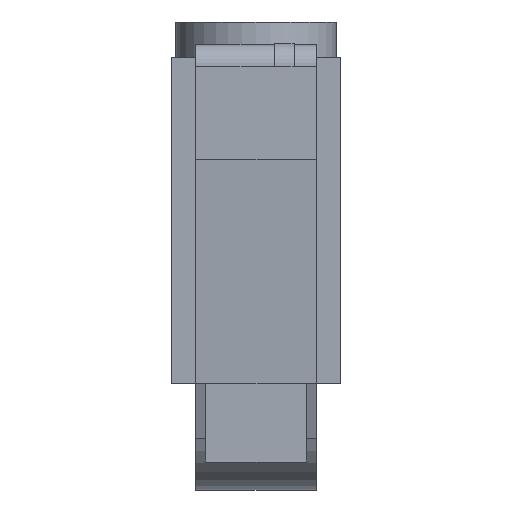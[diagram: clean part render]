
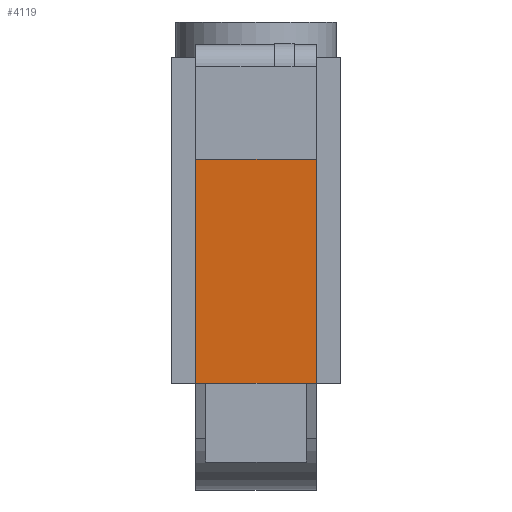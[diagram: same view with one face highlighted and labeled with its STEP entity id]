
A CAD part, left-side view. The second image highlights one B-rep face of the part: STEP entity #4119.
In plain terms, the highlighted planar face has unit normal (-0.998, 0, -0.06).
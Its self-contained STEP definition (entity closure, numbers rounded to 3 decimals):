
#1514=CARTESIAN_POINT('',(-131.7,-6.75,0.7));
#1515=VERTEX_POINT('',#1514);
#1522=CARTESIAN_POINT('',(-131.7,-5.6,0.7));
#1523=VERTEX_POINT('',#1522);
#1524=CARTESIAN_POINT('',(-131.7,-6.75,0.7));
#1525=DIRECTION('',(0.0,1.0,0.0));
#1526=VECTOR('',#1525,1.15);
#1527=LINE('',#1524,#1526);
#1528=EDGE_CURVE('',#1515,#1523,#1527,.T.);
#1546=CARTESIAN_POINT('',(-131.7,5.6,0.7));
#1547=VERTEX_POINT('',#1546);
#1554=CARTESIAN_POINT('',(-131.7,6.75,0.7));
#1555=VERTEX_POINT('',#1554);
#1556=CARTESIAN_POINT('',(-131.7,5.6,0.7));
#1557=DIRECTION('',(0.0,1.0,0.0));
#1558=VECTOR('',#1557,1.15);
#1559=LINE('',#1556,#1558);
#1560=EDGE_CURVE('',#1547,#1555,#1559,.T.);
#3709=CARTESIAN_POINT('',(-131.7,-5.6,0.7));
#3710=DIRECTION('',(0.0,1.0,0.0));
#3711=VECTOR('',#3710,11.2);
#3712=LINE('',#3709,#3711);
#3713=EDGE_CURVE('',#1523,#1547,#3712,.T.);
#4001=CARTESIAN_POINT('',(-133.2,-6.75,25.7));
#4002=VERTEX_POINT('',#4001);
#4009=CARTESIAN_POINT('',(-131.7,-6.75,0.7));
#4010=DIRECTION('',(-0.06,0.0,0.998));
#4011=VECTOR('',#4010,25.045);
#4012=LINE('',#4009,#4011);
#4013=EDGE_CURVE('',#1515,#4002,#4012,.T.);
#4080=CARTESIAN_POINT('',(-133.2,6.75,25.7));
#4081=VERTEX_POINT('',#4080);
#4088=CARTESIAN_POINT('',(-133.2,-6.75,25.7));
#4089=DIRECTION('',(0.0,1.0,0.0));
#4090=VECTOR('',#4089,13.5);
#4091=LINE('',#4088,#4090);
#4092=EDGE_CURVE('',#4002,#4081,#4091,.T.);
#4101=CARTESIAN_POINT('',(-133.2,0.0,25.7));
#4102=DIRECTION('',(-0.998,0.0,-0.06));
#4103=DIRECTION('',(-0.06,0.0,0.998));
#4104=AXIS2_PLACEMENT_3D('',#4101,#4102,#4103);
#4105=PLANE('',#4104);
#4106=CARTESIAN_POINT('',(-133.2,6.75,25.7));
#4107=DIRECTION('',(0.06,0.0,-0.998));
#4108=VECTOR('',#4107,25.045);
#4109=LINE('',#4106,#4108);
#4110=EDGE_CURVE('',#4081,#1555,#4109,.T.);
#4111=ORIENTED_EDGE('',*,*,#4110,.T.);
#4112=ORIENTED_EDGE('',*,*,#1560,.F.);
#4113=ORIENTED_EDGE('',*,*,#3713,.F.);
#4114=ORIENTED_EDGE('',*,*,#1528,.F.);
#4115=ORIENTED_EDGE('',*,*,#4013,.T.);
#4116=ORIENTED_EDGE('',*,*,#4092,.T.);
#4117=EDGE_LOOP('',(#4111,#4112,#4113,#4114,#4115,#4116));
#4118=FACE_OUTER_BOUND('',#4117,.T.);
#4119=ADVANCED_FACE('',(#4118),#4105,.T.);
